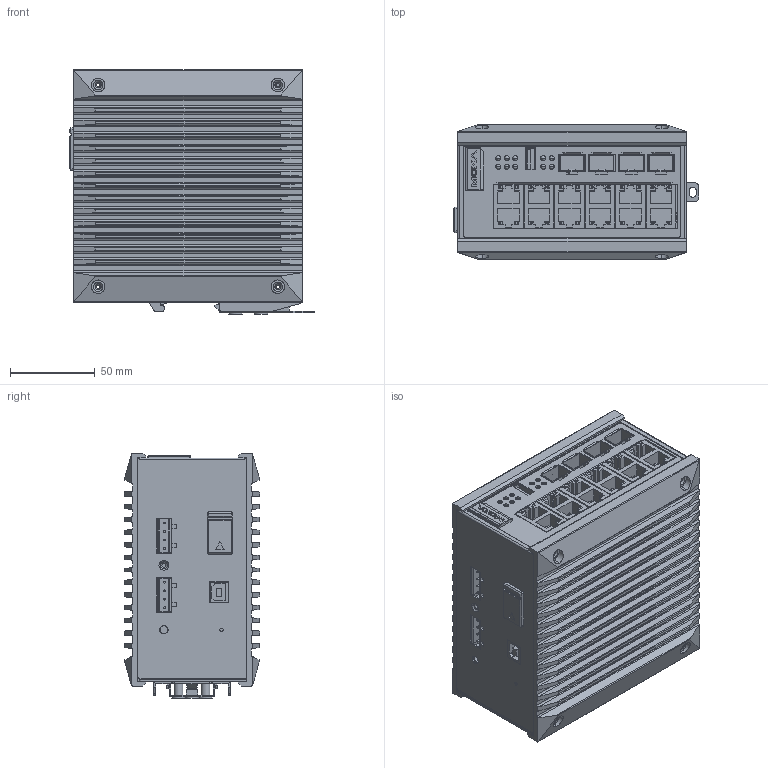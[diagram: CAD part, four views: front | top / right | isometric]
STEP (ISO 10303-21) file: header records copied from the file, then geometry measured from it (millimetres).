
FILE_DESCRIPTION((''),'2;1');
FILE_NAME('EDS-G516_NEW-6','2013-09-13T',('Sam_Liu'),(''),'PRO/ENGINEER BY PARAMETRIC TECHNOLOGY CORPORATION, 2009360','PRO/ENGINEER BY PARAMETRIC TECHNOLOGY CORPORATION, 2009360','');
FILE_SCHEMA(('CONFIG_CONTROL_DESIGN'));
Products named in the file (1): EDS-G516_NEW-6
Bounding box: 144.7 x 79.8 x 144.2 mm (x, y, z)
Volume: 295606.7 mm3; surface area: 285420.2 mm2
Topology: 21 solids, 43 shells, 3652 faces, 9232 edges, 6030 vertices
Faces by surface type: plane 2086, cylinder 1273, cone 170, torus 68, bspline 42, sphere 9, extrusion 4
Entity records: 112451 total; most frequent: CARTESIAN_POINT 22304, DIRECTION 19059, ORIENTED_EDGE 18376, EDGE_CURVE 9224, AXIS2_PLACEMENT_3D 6673, VERTEX_POINT 6030, VECTOR 5713, LINE 5709
